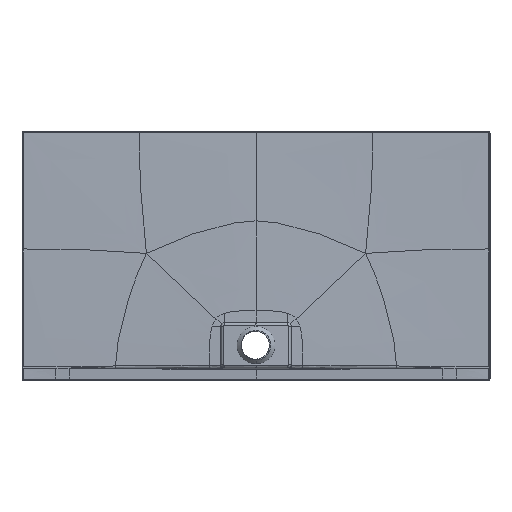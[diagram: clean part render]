
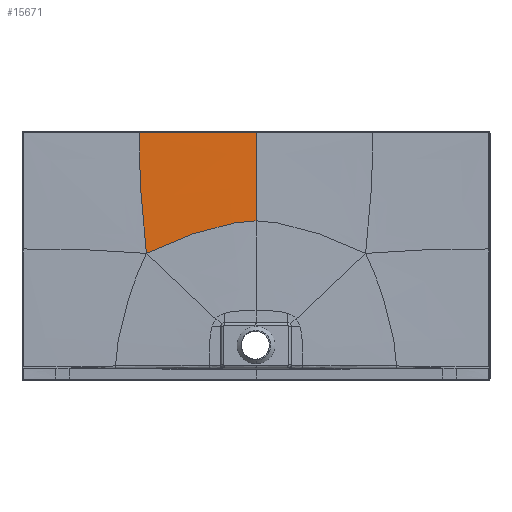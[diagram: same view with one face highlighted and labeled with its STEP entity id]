
A CAD part, front view. The second image highlights one B-rep face of the part: STEP entity #15671.
In plain terms, the highlighted free-form (B-spline) face has degree [3, 3] with [8, 10] control points.
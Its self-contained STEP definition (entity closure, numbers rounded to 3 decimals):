
#3828=CARTESIAN_POINT('',(0.,-9.899,
512.572));
#3829=CARTESIAN_POINT('',(-24.514,-9.899,
512.572));
#3830=CARTESIAN_POINT('',(-76.454,-9.8,
506.642));
#3831=CARTESIAN_POINT('',(-161.498,-9.479,
484.74));
#3832=CARTESIAN_POINT('',(-237.561,-9.163,
459.334));
#3833=CARTESIAN_POINT('',(-301.652,-8.841,
433.13));
#3834=CARTESIAN_POINT('',(-334.682,-8.636,
417.189));
#3835=CARTESIAN_POINT('',(-351.354,-8.519,
408.367));
#3854=CARTESIAN_POINT('',(-351.354,-8.519,
408.367));
#4057=DIRECTION('',(0.,-0.024,-1.));
#4058=VECTOR('',#4057,282.461);
#4059=CARTESIAN_POINT('',(0.002,-3.122,
794.952));
#4060=LINE('',#4059,#4058);
#4061=CARTESIAN_POINT('',(-374.995,-3.053,
794.979));
#4062=CARTESIAN_POINT('',(-374.937,-3.329,
768.907));
#4063=CARTESIAN_POINT('',(-373.859,-4.,
714.248));
#4064=CARTESIAN_POINT('',(-371.284,-5.049,
639.975));
#4065=CARTESIAN_POINT('',(-368.232,-6.013,
573.014));
#4066=CARTESIAN_POINT('',(-364.91,-6.788,
519.708));
#4067=CARTESIAN_POINT('',(-360.598,-7.481,
473.377));
#4068=CARTESIAN_POINT('',(-355.805,-8.065,
436.084));
#4069=CARTESIAN_POINT('',(-352.921,-8.366,
417.556));
#4070=CARTESIAN_POINT('',(-351.354,-8.519,
408.367));
#4072=CARTESIAN_POINT('',(0.002,-3.122,
794.952));
#4073=CARTESIAN_POINT('',(-11.576,-3.122,
794.952));
#4074=CARTESIAN_POINT('',(-36.259,-3.121,
794.952));
#4075=CARTESIAN_POINT('',(-77.389,-3.118,
794.954));
#4076=CARTESIAN_POINT('',(-124.011,-3.111,
794.956));
#4077=CARTESIAN_POINT('',(-176.669,-3.101,
794.96));
#4078=CARTESIAN_POINT('',(-236.043,-3.087,
794.966));
#4079=CARTESIAN_POINT('',(-301.802,-3.071,
794.972));
#4080=CARTESIAN_POINT('',(-349.889,-3.059,
794.976));
#4081=CARTESIAN_POINT('',(-374.995,-3.053,
794.979));
#4128=CARTESIAN_POINT('',(-374.995,-3.053,
794.979));
#4481=VERTEX_POINT('',#3854);
#4545=VERTEX_POINT('',#4128);
#4623=CARTESIAN_POINT('',(0.,-9.899,
512.572));
#4625=VERTEX_POINT('',#4623);
#4626=CARTESIAN_POINT('',(0.002,-3.122,
794.952));
#4627=VERTEX_POINT('',#4626);
#15582=CARTESIAN_POINT('',(3.834,-3.034,
798.602));
#15583=CARTESIAN_POINT('',(3.833,-3.598,
775.133));
#15584=CARTESIAN_POINT('',(3.765,-4.736,
727.706));
#15585=CARTESIAN_POINT('',(3.551,-6.161,
668.298));
#15586=CARTESIAN_POINT('',(3.351,-7.311,
620.378));
#15587=CARTESIAN_POINT('',(3.206,-8.174,
584.438));
#15588=CARTESIAN_POINT('',(3.103,-8.893,
554.488));
#15589=CARTESIAN_POINT('',(3.035,-9.487,
529.7));
#15590=CARTESIAN_POINT('',(3.008,-9.795,
516.892));
#15591=CARTESIAN_POINT('',(2.996,-9.958,
510.074));
#15592=CARTESIAN_POINT('',(-28.694,-3.034,
798.602));
#15593=CARTESIAN_POINT('',(-28.684,-3.599,
775.14));
#15594=CARTESIAN_POINT('',(-28.172,-4.738,
727.727));
#15595=CARTESIAN_POINT('',(-26.566,-6.166,
668.356));
#15596=CARTESIAN_POINT('',(-25.057,-7.316,
620.484));
#15597=CARTESIAN_POINT('',(-23.955,-8.179,
584.589));
#15598=CARTESIAN_POINT('',(-23.171,-8.898,
554.681));
#15599=CARTESIAN_POINT('',(-22.659,-9.492,
529.929));
#15600=CARTESIAN_POINT('',(-22.451,-9.799,
517.139));
#15601=CARTESIAN_POINT('',(-22.357,-9.963,
510.331));
#15602=CARTESIAN_POINT('',(-92.471,-3.033,
798.591));
#15603=CARTESIAN_POINT('',(-92.442,-3.578,
774.993));
#15604=CARTESIAN_POINT('',(-90.865,-4.679,
727.236));
#15605=CARTESIAN_POINT('',(-86.134,-6.068,
667.006));
#15606=CARTESIAN_POINT('',(-81.936,-7.201,
618.031));
#15607=CARTESIAN_POINT('',(-79.015,-8.059,
581.106));
#15608=CARTESIAN_POINT('',(-77.073,-8.782,
550.212));
#15609=CARTESIAN_POINT('',(-75.881,-9.385,
524.623));
#15610=CARTESIAN_POINT('',(-75.422,-9.698,
511.409));
#15611=CARTESIAN_POINT('',(-75.219,-9.865,
504.381));
#15612=CARTESIAN_POINT('',(-187.499,-3.029,
798.553));
#15613=CARTESIAN_POINT('',(-187.449,-3.498,
774.513));
#15614=CARTESIAN_POINT('',(-184.826,-4.461,
725.62));
#15615=CARTESIAN_POINT('',(-177.338,-5.725,
662.345));
#15616=CARTESIAN_POINT('',(-171.038,-6.806,
609.266));
#15617=CARTESIAN_POINT('',(-166.824,-7.655,
568.41));
#15618=CARTESIAN_POINT('',(-164.116,-8.396,
533.66));
#15619=CARTESIAN_POINT('',(-162.418,-9.031,
504.727));
#15620=CARTESIAN_POINT('',(-161.711,-9.365,
489.78));
#15621=CARTESIAN_POINT('',(-161.373,-9.544,
481.851));
#15622=CARTESIAN_POINT('',(-265.624,-3.024,
798.499));
#15623=CARTESIAN_POINT('',(-265.575,-3.414,
773.783));
#15624=CARTESIAN_POINT('',(-262.983,-4.248,
723.296));
#15625=CARTESIAN_POINT('',(-255.799,-5.414,
656.369));
#15626=CARTESIAN_POINT('',(-249.677,-6.454,
598.598));
#15627=CARTESIAN_POINT('',(-245.353,-7.293,
553.328));
#15628=CARTESIAN_POINT('',(-242.097,-8.044,
514.32));
#15629=CARTESIAN_POINT('',(-239.459,-8.697,
481.762));
#15630=CARTESIAN_POINT('',(-238.062,-9.044,
464.982));
#15631=CARTESIAN_POINT('',(-237.276,-9.231,
456.095));
#15632=CARTESIAN_POINT('',(-329.145,-3.02,
798.419));
#15633=CARTESIAN_POINT('',(-329.111,-3.347,
772.573));
#15634=CARTESIAN_POINT('',(-327.225,-4.089,719.637));
#15635=CARTESIAN_POINT('',(-322.204,-5.195,
648.4));
#15636=CARTESIAN_POINT('',(-317.543,-6.199,
585.786));
#15637=CARTESIAN_POINT('',(-313.678,-7.012,
536.193));
#15638=CARTESIAN_POINT('',(-309.838,-7.743,
493.184));
#15639=CARTESIAN_POINT('',(-305.935,-8.38,
457.325));
#15640=CARTESIAN_POINT('',(-303.569,-8.719,
438.876));
#15641=CARTESIAN_POINT('',(-302.209,-8.903,
429.158));
#15642=CARTESIAN_POINT('',(-361.417,-3.018,
798.36));
#15643=CARTESIAN_POINT('',(-361.394,-3.315,
771.648));
#15644=CARTESIAN_POINT('',(-360.058,-4.013,
716.879));
#15645=CARTESIAN_POINT('',(-356.683,-5.092,
642.772));
#15646=CARTESIAN_POINT('',(-353.13,-6.07,
577.195));
#15647=CARTESIAN_POINT('',(-349.64,-6.859,
525.051));
#15648=CARTESIAN_POINT('',(-345.478,-7.566,
479.756));
#15649=CARTESIAN_POINT('',(-340.82,-8.181,
442.004));
#15650=CARTESIAN_POINT('',(-337.941,-8.51,
422.652));
#15651=CARTESIAN_POINT('',(-336.225,-8.687,
412.411));
#15652=CARTESIAN_POINT('',(-378.063,-3.017,
798.324));
#15653=CARTESIAN_POINT('',(-378.047,-3.298,
771.071));
#15654=CARTESIAN_POINT('',(-377.023,-3.975,
715.162));
#15655=CARTESIAN_POINT('',(-374.576,-5.039,
639.351));
#15656=CARTESIAN_POINT('',(-371.636,-6.,
572.081));
#15657=CARTESIAN_POINT('',(-368.352,-6.772,
518.514));
#15658=CARTESIAN_POINT('',(-364.007,-7.462,
471.95));
#15659=CARTESIAN_POINT('',(-358.98,-8.064,
433.182));
#15660=CARTESIAN_POINT('',(-355.807,-8.385,
413.283));
#15661=CARTESIAN_POINT('',(-353.958,-8.56,
402.805));
#15662=B_SPLINE_SURFACE_WITH_KNOTS('',3,3,((#15582,#15583,#15584,#15585,#15586,
#15587,#15588,#15589,#15590,#15591),(#15592,#15593,#15594,#15595,#15596,#15597,
#15598,#15599,#15600,#15601),(#15602,#15603,#15604,#15605,#15606,#15607,#15608,
#15609,#15610,#15611),(#15612,#15613,#15614,#15615,#15616,#15617,#15618,#15619,
#15620,#15621),(#15622,#15623,#15624,#15625,#15626,#15627,#15628,#15629,#15630,
#15631),(#15632,#15633,#15634,#15635,#15636,#15637,#15638,#15639,#15640,#15641),
(#15642,#15643,#15644,#15645,#15646,#15647,#15648,#15649,#15650,#15651),(#15652,
#15653,#15654,#15655,#15656,#15657,#15658,#15659,#15660,#15661)),.UNSPECIFIED.,
.F.,.F.,.F.,(4,1,1,1,1,4),(4,1,1,1,1,1,1,4),(-0.005,0.125,0.25,
0.375,0.438,0.504),(0.003,0.125,0.25,0.313,
0.375,0.438,0.469,0.504),.UNSPECIFIED.);
#15664=ORIENTED_EDGE('',*,*,#15663,.T.);
#15665=ORIENTED_EDGE('',*,*,#14874,.T.);
#15667=ORIENTED_EDGE('',*,*,#15666,.F.);
#15668=ORIENTED_EDGE('',*,*,#13021,.F.);
#15669=EDGE_LOOP('',(#15664,#15665,#15667,#15668));
#15670=FACE_OUTER_BOUND('',#15669,.F.);
#15671=ADVANCED_FACE('',(#15670),#15662,.T.);
#3836=B_SPLINE_CURVE_WITH_KNOTS('',3,(#3828,#3829,#3830,#3831,#3832,#3833,#3834,
#3835),.UNSPECIFIED.,.F.,.F.,(4,1,1,1,1,4),(0.,0.25,0.5,0.75,0.875,
1.),.UNSPECIFIED.);
#4071=B_SPLINE_CURVE_WITH_KNOTS('',3,(#4061,#4062,#4063,#4064,#4065,#4066,#4067,
#4068,#4069,#4070),.UNSPECIFIED.,.F.,.F.,(4,1,1,1,1,1,1,4),(0.,
0.238,0.492,0.619,0.746,
0.873,0.937,1.),.UNSPECIFIED.);
#4082=B_SPLINE_CURVE_WITH_KNOTS('',3,(#4072,#4073,#4074,#4075,#4076,#4077,#4078,
#4079,#4080,#4081),.UNSPECIFIED.,.F.,.F.,(4,1,1,1,1,1,1,4),(0.,
0.143,0.286,0.429,0.571,
0.714,0.857,1.),.UNSPECIFIED.);
#13021=EDGE_CURVE('',#4627,#4545,#4082,.T.);
#14874=EDGE_CURVE('',#4625,#4481,#3836,.T.);
#15663=EDGE_CURVE('',#4627,#4625,#4060,.T.);
#15666=EDGE_CURVE('',#4545,#4481,#4071,.T.);
